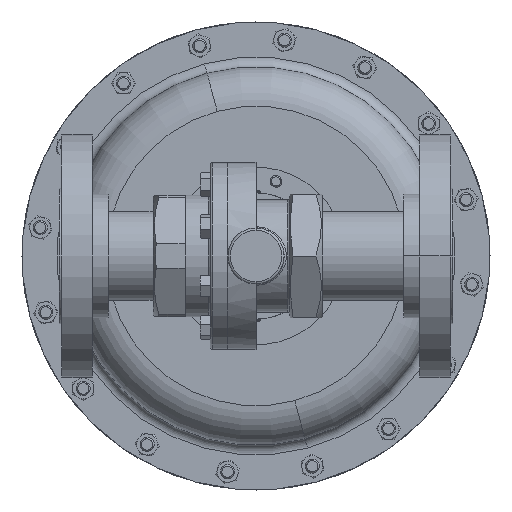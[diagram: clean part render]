
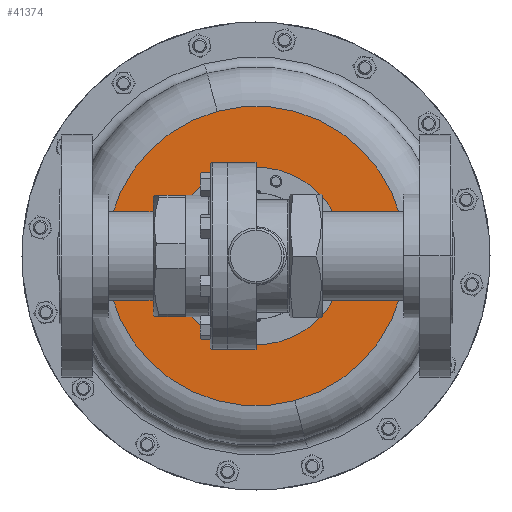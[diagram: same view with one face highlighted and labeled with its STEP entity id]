
A CAD part, front view. The second image highlights one B-rep face of the part: STEP entity #41374.
In plain terms, the highlighted planar face has unit normal (0, -1, 0).
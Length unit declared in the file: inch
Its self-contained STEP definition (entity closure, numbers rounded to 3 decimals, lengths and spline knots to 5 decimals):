
#913 = AXIS2_PLACEMENT_3D ( 'NONE', #9790, #34108, #13269 ) ;
#1469 = CARTESIAN_POINT ( 'NONE',  ( 3.8637, 7.0925, 1.03528 ) ) ;
#1563 = CARTESIAN_POINT ( 'NONE',  ( -1.67938, 7.0925, -1.67938 ) ) ;
#4828 = CIRCLE ( 'NONE', #5629, 4. ) ;
#5173 = DIRECTION ( 'NONE',  ( 0., -1., 0. ) ) ;
#5629 = AXIS2_PLACEMENT_3D ( 'NONE', #20867, #45175, #24387 ) ;
#8404 = FACE_BOUND ( 'NONE', #39510, .T. ) ;
#9142 = EDGE_CURVE ( 'NONE', #14724, #39259, #42944, .T. ) ;
#9276 = EDGE_CURVE ( 'NONE', #39259, #14724, #4828, .T. ) ;
#9790 = CARTESIAN_POINT ( 'NONE',  ( 0., 7.0925, 0. ) ) ;
#10956 = ORIENTED_EDGE ( 'NONE', *, *, #9142, .F. ) ;
#11984 = DIRECTION ( 'NONE',  ( 0., 1., 0. ) ) ;
#12401 = DIRECTION ( 'NONE',  ( 0., 1., 0. ) ) ;
#13269 = DIRECTION ( 'NONE',  ( -0.259, 0., 0.966 ) ) ;
#14724 = VERTEX_POINT ( 'NONE', #33955 ) ;
#15845 = VERTEX_POINT ( 'NONE', #1563 ) ;
#18317 = EDGE_LOOP ( 'NONE', ( #23947, #10956 ) ) ;
#18582 = EDGE_CURVE ( 'NONE', #37393, #15845, #21912, .T. ) ;
#18804 = CARTESIAN_POINT ( 'NONE',  ( 1.67938, 7.0925, 1.67938 ) ) ;
#20145 = AXIS2_PLACEMENT_3D ( 'NONE', #33234, #12401, #36706 ) ;
#20867 = CARTESIAN_POINT ( 'NONE',  ( 0., 7.0925, 0. ) ) ;
#21912 = CIRCLE ( 'NONE', #20145, 2.375 ) ;
#23110 = AXIS2_PLACEMENT_3D ( 'NONE', #1469, #5173, #29509 ) ;
#23838 = CIRCLE ( 'NONE', #42520, 2.375 ) ;
#23947 = ORIENTED_EDGE ( 'NONE', *, *, #9276, .F. ) ;
#24387 = DIRECTION ( 'NONE',  ( -0.259, 0., 0.966 ) ) ;
#26690 = ORIENTED_EDGE ( 'NONE', *, *, #18582, .T. ) ;
#26924 = FACE_OUTER_BOUND ( 'NONE', #18317, .T. ) ;
#28537 = EDGE_CURVE ( 'NONE', #15845, #37393, #23838, .T. ) ;
#29509 = DIRECTION ( 'NONE',  ( 0.259, 0., -0.966 ) ) ;
#32786 = CARTESIAN_POINT ( 'NONE',  ( 0., 7.0925, 0. ) ) ;
#33234 = CARTESIAN_POINT ( 'NONE',  ( 0., 7.0925, 0. ) ) ;
#33955 = CARTESIAN_POINT ( 'NONE',  ( 1.03528, 7.0925, -3.8637 ) ) ;
#34108 = DIRECTION ( 'NONE',  ( 0., 1., 0. ) ) ;
#34920 = ORIENTED_EDGE ( 'NONE', *, *, #28537, .T. ) ;
#35402 = CARTESIAN_POINT ( 'NONE',  ( -1.03528, 7.0925, 3.8637 ) ) ;
#36275 = DIRECTION ( 'NONE',  ( 0.707, 0., 0.707 ) ) ;
#36706 = DIRECTION ( 'NONE',  ( 0.707, 0., 0.707 ) ) ;
#37393 = VERTEX_POINT ( 'NONE', #18804 ) ;
#39259 = VERTEX_POINT ( 'NONE', #35402 ) ;
#39510 = EDGE_LOOP ( 'NONE', ( #34920, #26690 ) ) ;
#39838 = PLANE ( 'NONE',  #23110 ) ;
#41374 = ADVANCED_FACE ( 'NONE', ( #26924, #8404 ), #39838, .T. ) ;
#42520 = AXIS2_PLACEMENT_3D ( 'NONE', #32786, #11984, #36275 ) ;
#42944 = CIRCLE ( 'NONE', #913, 4. ) ;
#45175 = DIRECTION ( 'NONE',  ( 0., 1., 0. ) ) ;
